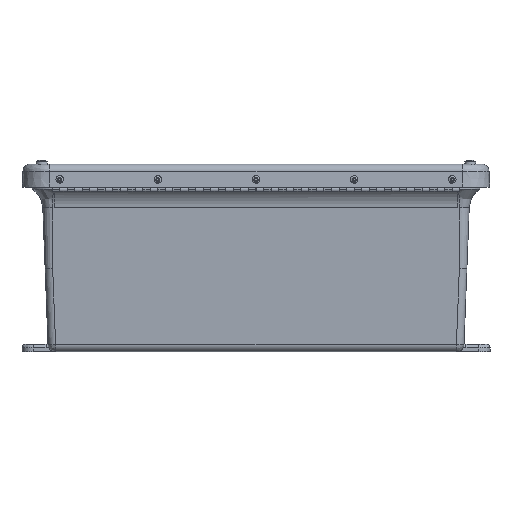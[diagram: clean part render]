
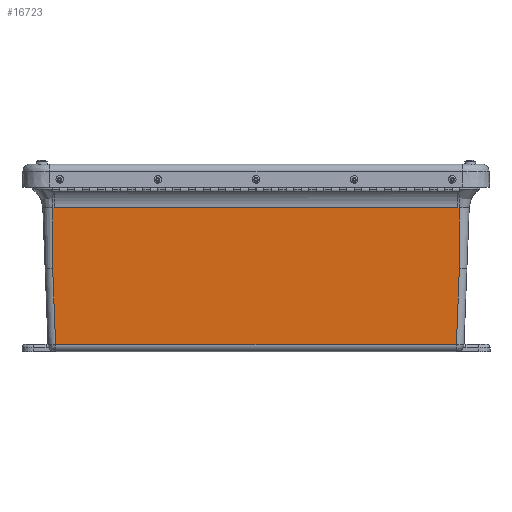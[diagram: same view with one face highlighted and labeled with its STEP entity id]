
A CAD part, left-side view. The second image highlights one B-rep face of the part: STEP entity #16723.
In plain terms, the highlighted planar face has unit normal (-0.999, 0, -0.038).
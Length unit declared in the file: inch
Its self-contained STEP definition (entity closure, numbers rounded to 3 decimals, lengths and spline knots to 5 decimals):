
#1356 = ORIENTED_EDGE ( 'NONE', *, *, #16031, .F. ) ;
#1667 = CARTESIAN_POINT ( 'NONE',  ( -5.88734, 0., -5.75964 ) ) ;
#2968 = CARTESIAN_POINT ( 'NONE',  ( -6.06195, 6.7344, -1.23252 ) ) ;
#4809 = EDGE_LOOP ( 'NONE', ( #38509, #27498, #31749, #40007, #24402, #8454, #1356, #16565 ) ) ;
#6448 = CARTESIAN_POINT ( 'NONE',  ( -6.06193, 6.68974, -1.23309 ) ) ;
#7481 = VERTEX_POINT ( 'NONE', #36388 ) ;
#7686 = CARTESIAN_POINT ( 'NONE',  ( -6.10931, -6.7344, -0.00482 ) ) ;
#8454 = ORIENTED_EDGE ( 'NONE', *, *, #14935, .T. ) ;
#10862 = DIRECTION ( 'NONE',  ( 0.039, -0.039, -0.999 ) ) ;
#11472 = VERTEX_POINT ( 'NONE', #26347 ) ;
#12096 = CARTESIAN_POINT ( 'NONE',  ( -6.06194, -6.71951, -1.2329 ) ) ;
#13094 = CARTESIAN_POINT ( 'NONE',  ( -6.06194, 6.71952, -1.2329 ) ) ;
#13167 = VECTOR ( 'NONE', #13731, 39.37008 ) ;
#13731 = DIRECTION ( 'NONE',  ( -0.039, -0.039, 0.999 ) ) ;
#14173 = EDGE_CURVE ( 'NONE', #40781, #42067, #23388, .T. ) ;
#14304 = CARTESIAN_POINT ( 'NONE',  ( -5.88734, -6.63753, -5.75964 ) ) ;
#14935 = EDGE_CURVE ( 'NONE', #38608, #18403, #29912, .T. ) ;
#15280 = LINE ( 'NONE', #24203, #13167 ) ;
#15770 = VERTEX_POINT ( 'NONE', #14304 ) ;
#15908 = VERTEX_POINT ( 'NONE', #37867 ) ;
#16031 = EDGE_CURVE ( 'NONE', #15908, #18403, #37624, .T. ) ;
#16187 = CARTESIAN_POINT ( 'NONE',  ( -6.06195, 6.7344, -1.23252 ) ) ;
#16217 = LINE ( 'NONE', #27274, #31759 ) ;
#16565 = ORIENTED_EDGE ( 'NONE', *, *, #18973, .T. ) ;
#16723 = ADVANCED_FACE ( 'NONE', ( #20071 ), #18223, .T. ) ;
#17835 = CARTESIAN_POINT ( 'NONE',  ( -5.98421, 6.7344, -3.24809 ) ) ;
#18223 = PLANE ( 'NONE',  #32686 ) ;
#18403 = VERTEX_POINT ( 'NONE', #33400 ) ;
#18562 = CARTESIAN_POINT ( 'NONE',  ( -6.06193, 6.7344, -1.23309 ) ) ;
#18973 = EDGE_CURVE ( 'NONE', #15908, #42067, #21581, .T. ) ;
#20071 = FACE_OUTER_BOUND ( 'NONE', #4809, .T. ) ;
#20773 = EDGE_CURVE ( 'NONE', #40781, #7481, #16217, .T. ) ;
#21357 = DIRECTION ( 'NONE',  ( -0.039, 0., 0.999 ) ) ;
#21581 = LINE ( 'NONE', #18562, #39743 ) ;
#21900 = CARTESIAN_POINT ( 'NONE',  ( -6.06193, -6.70462, -1.23309 ) ) ;
#22038 = DIRECTION ( 'NONE',  ( 0.039, 0., -0.999 ) ) ;
#22906 = EDGE_CURVE ( 'NONE', #15770, #11472, #28841, .T. ) ;
#23388 = B_SPLINE_CURVE_WITH_KNOTS ( 'NONE', 3,
 ( #16187, #13094, #32691, #6448 ),
 .UNSPECIFIED., .F., .F.,
 ( 4, 4 ),
 ( 0., 1. ),
 .UNSPECIFIED. ) ;
#24203 = CARTESIAN_POINT ( 'NONE',  ( -5.88734, -6.63753, -5.75964 ) ) ;
#24402 = ORIENTED_EDGE ( 'NONE', *, *, #40339, .T. ) ;
#24765 = DIRECTION ( 'NONE',  ( -0.999, 0., -0.039 ) ) ;
#26347 = CARTESIAN_POINT ( 'NONE',  ( -5.88734, 6.63753, -5.75964 ) ) ;
#26826 = DIRECTION ( 'NONE',  ( 0.039, 0., -0.999 ) ) ;
#27274 = CARTESIAN_POINT ( 'NONE',  ( -6.10931, 6.7344, -0.00482 ) ) ;
#27498 = ORIENTED_EDGE ( 'NONE', *, *, #20773, .T. ) ;
#28294 = VECTOR ( 'NONE', #31438, 39.37008 ) ;
#28841 = LINE ( 'NONE', #1667, #28294 ) ;
#29912 = LINE ( 'NONE', #7686, #41917 ) ;
#30467 = VECTOR ( 'NONE', #10862, 39.37008 ) ;
#31438 = DIRECTION ( 'NONE',  ( 0., 1., 0. ) ) ;
#31550 = CARTESIAN_POINT ( 'NONE',  ( -6.10931, 6.7344, -0.00482 ) ) ;
#31749 = ORIENTED_EDGE ( 'NONE', *, *, #39760, .T. ) ;
#31759 = VECTOR ( 'NONE', #26826, 39.37008 ) ;
#31981 = CARTESIAN_POINT ( 'NONE',  ( -6.06193, -6.68974, -1.23309 ) ) ;
#32686 = AXIS2_PLACEMENT_3D ( 'NONE', #31550, #24765, #22038 ) ;
#32691 = CARTESIAN_POINT ( 'NONE',  ( -6.06193, 6.70463, -1.23309 ) ) ;
#33400 = CARTESIAN_POINT ( 'NONE',  ( -6.06195, -6.7344, -1.23252 ) ) ;
#33899 = CARTESIAN_POINT ( 'NONE',  ( -6.06193, 6.68974, -1.23309 ) ) ;
#34488 = CARTESIAN_POINT ( 'NONE',  ( -5.98421, -6.7344, -3.24809 ) ) ;
#35508 = DIRECTION ( 'NONE',  ( 0., 1., 0. ) ) ;
#36388 = CARTESIAN_POINT ( 'NONE',  ( -5.98421, 6.7344, -3.24809 ) ) ;
#37624 = B_SPLINE_CURVE_WITH_KNOTS ( 'NONE', 3,
 ( #31981, #21900, #12096, #39023 ),
 .UNSPECIFIED., .F., .F.,
 ( 4, 4 ),
 ( 0., 1. ),
 .UNSPECIFIED. ) ;
#37867 = CARTESIAN_POINT ( 'NONE',  ( -6.06193, -6.68974, -1.23309 ) ) ;
#38509 = ORIENTED_EDGE ( 'NONE', *, *, #14173, .F. ) ;
#38608 = VERTEX_POINT ( 'NONE', #34488 ) ;
#39023 = CARTESIAN_POINT ( 'NONE',  ( -6.06195, -6.7344, -1.23252 ) ) ;
#39743 = VECTOR ( 'NONE', #35508, 39.37008 ) ;
#39760 = EDGE_CURVE ( 'NONE', #7481, #11472, #42467, .T. ) ;
#40007 = ORIENTED_EDGE ( 'NONE', *, *, #22906, .F. ) ;
#40339 = EDGE_CURVE ( 'NONE', #15770, #38608, #15280, .T. ) ;
#40781 = VERTEX_POINT ( 'NONE', #2968 ) ;
#41917 = VECTOR ( 'NONE', #21357, 39.37008 ) ;
#42067 = VERTEX_POINT ( 'NONE', #33899 ) ;
#42467 = LINE ( 'NONE', #17835, #30467 ) ;
